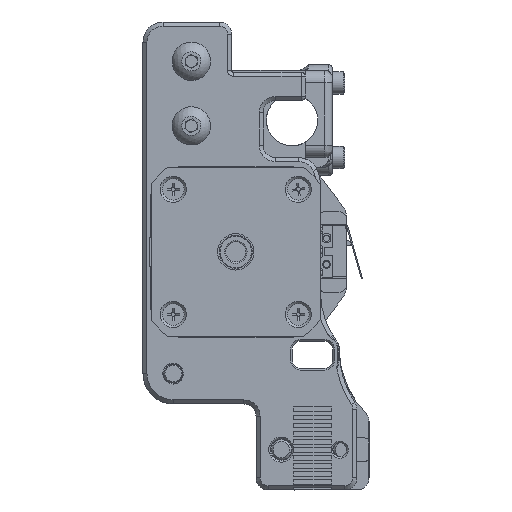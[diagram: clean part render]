
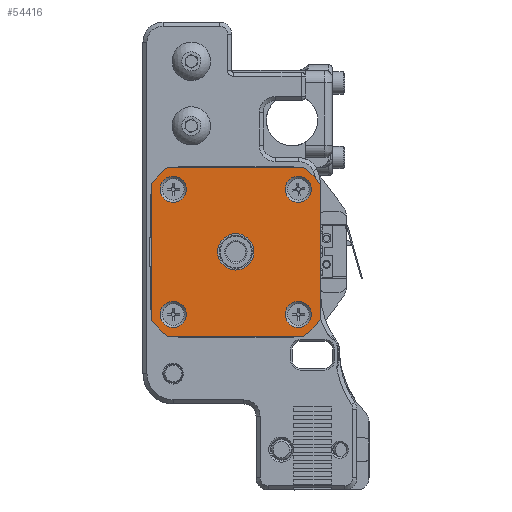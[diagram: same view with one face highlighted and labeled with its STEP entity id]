
A CAD part, front view. The second image highlights one B-rep face of the part: STEP entity #54416.
In plain terms, the highlighted face is planar.
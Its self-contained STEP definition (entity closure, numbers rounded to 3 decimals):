
#2444=FACE_BOUND('',#15561,.T.);
#2445=FACE_BOUND('',#15562,.T.);
#2446=FACE_BOUND('',#15563,.T.);
#2447=FACE_BOUND('',#15564,.T.);
#2448=FACE_BOUND('',#15565,.T.);
#3188=LINE('',#81842,#8006);
#3210=LINE('',#81949,#8028);
#3220=LINE('',#81983,#8038);
#3253=LINE('',#82109,#8071);
#8006=VECTOR('',#65255,33.622);
#8028=VECTOR('',#65371,33.622);
#8038=VECTOR('',#65393,33.622);
#8071=VECTOR('',#65520,33.622);
#12713=FACE_OUTER_BOUND('',#15560,.T.);
#15560=EDGE_LOOP('',(#37810,#37811,#37812,#37813,#37814,#37815,#37816,#37817));
#15561=EDGE_LOOP('',(#37818));
#15562=EDGE_LOOP('',(#37819));
#15563=EDGE_LOOP('',(#37820));
#15564=EDGE_LOOP('',(#37821));
#15565=EDGE_LOOP('',(#37822));
#18626=CIRCLE('',#57862,26.9);
#18627=CIRCLE('',#57865,26.9);
#18628=CIRCLE('',#57867,3.25);
#18630=CIRCLE('',#57870,3.25);
#18634=CIRCLE('',#57875,3.25);
#18635=CIRCLE('',#57877,3.25);
#18636=CIRCLE('',#57879,4.5);
#18687=CIRCLE('',#57962,26.9);
#18688=CIRCLE('',#57964,26.9);
#22039=VERTEX_POINT('',#81834);
#22040=VERTEX_POINT('',#81836);
#22041=VERTEX_POINT('',#81840);
#22042=VERTEX_POINT('',#81844);
#22043=VERTEX_POINT('',#81848);
#22046=VERTEX_POINT('',#81855);
#22049=VERTEX_POINT('',#81864);
#22050=VERTEX_POINT('',#81868);
#22051=VERTEX_POINT('',#81872);
#22076=VERTEX_POINT('',#81948);
#22085=VERTEX_POINT('',#81981);
#22121=VERTEX_POINT('',#82104);
#22122=VERTEX_POINT('',#82108);
#27974=EDGE_CURVE('',#22040,#22039,#18626,.F.);
#27977=EDGE_CURVE('',#22039,#22041,#3188,.T.);
#27979=EDGE_CURVE('',#22041,#22042,#18627,.F.);
#27981=EDGE_CURVE('',#22043,#22043,#18628,.F.);
#27984=EDGE_CURVE('',#22046,#22046,#18630,.F.);
#27989=EDGE_CURVE('',#22049,#22049,#18634,.F.);
#27991=EDGE_CURVE('',#22050,#22050,#18635,.F.);
#27993=EDGE_CURVE('',#22051,#22051,#18636,.F.);
#28030=EDGE_CURVE('',#22076,#22040,#3210,.T.);
#28045=EDGE_CURVE('',#22042,#22085,#3220,.T.);
#28108=EDGE_CURVE('',#22121,#22076,#18687,.F.);
#28110=EDGE_CURVE('',#22121,#22122,#3253,.T.);
#28111=EDGE_CURVE('',#22122,#22085,#18688,.T.);
#37810=ORIENTED_EDGE('',*,*,#28110,.F.);
#37811=ORIENTED_EDGE('',*,*,#28108,.T.);
#37812=ORIENTED_EDGE('',*,*,#28030,.T.);
#37813=ORIENTED_EDGE('',*,*,#27974,.T.);
#37814=ORIENTED_EDGE('',*,*,#27977,.T.);
#37815=ORIENTED_EDGE('',*,*,#27979,.T.);
#37816=ORIENTED_EDGE('',*,*,#28045,.T.);
#37817=ORIENTED_EDGE('',*,*,#28111,.F.);
#37818=ORIENTED_EDGE('',*,*,#27993,.T.);
#37819=ORIENTED_EDGE('',*,*,#27991,.T.);
#37820=ORIENTED_EDGE('',*,*,#27989,.T.);
#37821=ORIENTED_EDGE('',*,*,#27984,.T.);
#37822=ORIENTED_EDGE('',*,*,#27981,.T.);
#52936=PLANE('',#57963);
#54416=ADVANCED_FACE('',(#12713,#2444,#2445,#2446,#2447,#2448),#52936,.T.);
#57862=AXIS2_PLACEMENT_3D('',#81837,#65249,#65250);
#57865=AXIS2_PLACEMENT_3D('',#81846,#65259,#65260);
#57867=AXIS2_PLACEMENT_3D('',#81850,#65264,#65265);
#57870=AXIS2_PLACEMENT_3D('',#81857,#65271,#65272);
#57875=AXIS2_PLACEMENT_3D('',#81866,#65282,#65283);
#57877=AXIS2_PLACEMENT_3D('',#81870,#65287,#65288);
#57879=AXIS2_PLACEMENT_3D('',#81874,#65292,#65293);
#57962=AXIS2_PLACEMENT_3D('',#82105,#65515,#65516);
#57963=AXIS2_PLACEMENT_3D('',#82107,#65518,#65519);
#57964=AXIS2_PLACEMENT_3D('',#82110,#65521,#65522);
#65249=DIRECTION('center_axis',(0.,0.,
1.));
#65250=DIRECTION('ref_axis',(1.,0.,0.));
#65255=DIRECTION('',(1.,0.,0.));
#65259=DIRECTION('center_axis',(0.,0.,
1.));
#65260=DIRECTION('ref_axis',(1.,0.,0.));
#65264=DIRECTION('center_axis',(0.,0.,-1.));
#65265=DIRECTION('ref_axis',(-1.,0.,0.));
#65271=DIRECTION('center_axis',(0.,0.,-1.));
#65272=DIRECTION('ref_axis',(-1.,0.,0.));
#65282=DIRECTION('center_axis',(0.,0.,-1.));
#65283=DIRECTION('ref_axis',(-1.,0.,0.));
#65287=DIRECTION('center_axis',(0.,0.,-1.));
#65288=DIRECTION('ref_axis',(-1.,0.,0.));
#65292=DIRECTION('center_axis',(0.,0.,-1.));
#65293=DIRECTION('ref_axis',(-1.,0.,0.));
#65371=DIRECTION('',(0.,1.,0.));
#65393=DIRECTION('',(0.,-1.,0.));
#65515=DIRECTION('center_axis',(0.,0.,
1.));
#65516=DIRECTION('ref_axis',(1.,0.,0.));
#65518=DIRECTION('center_axis',(0.,0.,-1.));
#65519=DIRECTION('ref_axis',(-1.,0.,0.));
#65520=DIRECTION('',(1.,0.,0.));
#65521=DIRECTION('center_axis',(0.,0.,
1.));
#65522=DIRECTION('ref_axis',(1.,0.,0.));
#81834=CARTESIAN_POINT('',(-16.811,21.,-28.44));
#81836=CARTESIAN_POINT('',(-21.,16.811,-28.44));
#81837=CARTESIAN_POINT('Origin',(0.,0.,
-28.44));
#81840=CARTESIAN_POINT('',(16.811,21.,-28.44));
#81842=CARTESIAN_POINT('',(-16.811,21.,-28.44));
#81844=CARTESIAN_POINT('',(21.,16.811,-28.44));
#81846=CARTESIAN_POINT('Origin',(0.,0.,
-28.44));
#81848=CARTESIAN_POINT('',(-12.25,15.5,-28.44));
#81850=CARTESIAN_POINT('Origin',(-15.5,15.5,-28.44));
#81855=CARTESIAN_POINT('',(-12.25,-15.5,-28.44));
#81857=CARTESIAN_POINT('Origin',(-15.5,-15.5,-28.44));
#81864=CARTESIAN_POINT('',(18.75,-15.5,-28.44));
#81866=CARTESIAN_POINT('Origin',(15.5,-15.5,-28.44));
#81868=CARTESIAN_POINT('',(18.75,15.5,-28.44));
#81870=CARTESIAN_POINT('Origin',(15.5,15.5,-28.44));
#81872=CARTESIAN_POINT('',(4.5,0.,-28.44));
#81874=CARTESIAN_POINT('Origin',(0.,0.,-28.44));
#81948=CARTESIAN_POINT('',(-21.,-16.811,-28.44));
#81949=CARTESIAN_POINT('',(-21.,-16.811,-28.44));
#81981=CARTESIAN_POINT('',(21.,-16.811,-28.44));
#81983=CARTESIAN_POINT('',(21.,16.811,-28.44));
#82104=CARTESIAN_POINT('',(-16.811,-21.,-28.44));
#82105=CARTESIAN_POINT('Origin',(0.,0.,
-28.44));
#82107=CARTESIAN_POINT('Origin',(21.001,21.001,-28.44));
#82108=CARTESIAN_POINT('',(16.811,-21.,-28.44));
#82109=CARTESIAN_POINT('',(-16.811,-21.,-28.44));
#82110=CARTESIAN_POINT('Origin',(0.,0.,
-28.44));
